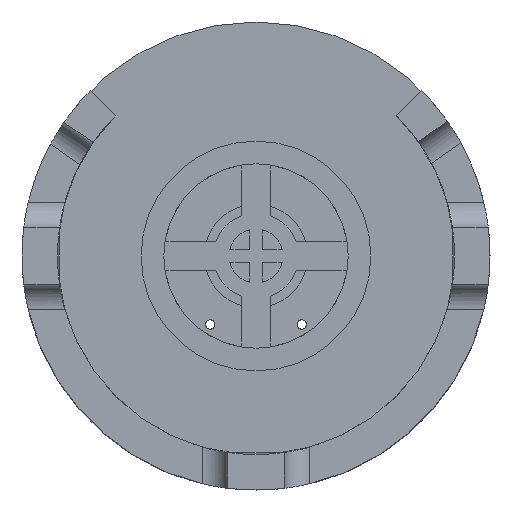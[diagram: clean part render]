
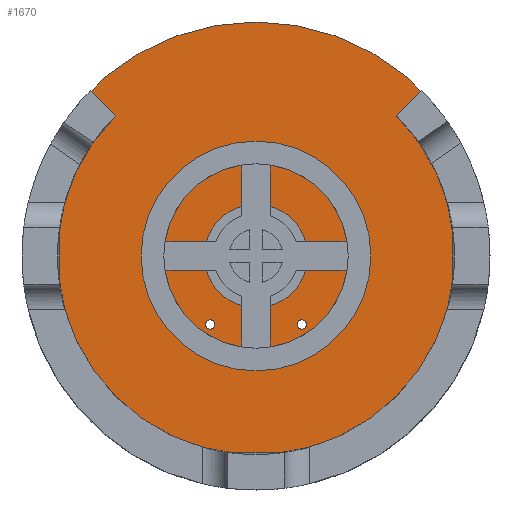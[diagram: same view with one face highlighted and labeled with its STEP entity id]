
A CAD part, front view. The second image highlights one B-rep face of the part: STEP entity #1670.
In plain terms, the highlighted planar face has unit normal (0, -1, 0).
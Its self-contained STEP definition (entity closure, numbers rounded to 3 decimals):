
#1497=CARTESIAN_POINT('',(0.,0.,0.));
#1498=DIRECTION('',(0.,1.,0.));
#1499=DIRECTION('',(1.,0.,0.));
#1500=AXIS2_PLACEMENT_3D('',#1497,#1498,#1499);
#1502=CARTESIAN_POINT('',(0.,0.,0.));
#1503=DIRECTION('',(0.,1.,0.));
#1504=DIRECTION('',(-1.,0.,0.));
#1505=AXIS2_PLACEMENT_3D('',#1502,#1503,#1504);
#1507=CARTESIAN_POINT('',(0.,0.,0.));
#1508=DIRECTION('',(0.,1.,0.));
#1509=DIRECTION('',(0.,0.,-1.));
#1510=AXIS2_PLACEMENT_3D('',#1507,#1508,#1509);
#1512=CARTESIAN_POINT('',(0.,0.,0.));
#1513=DIRECTION('',(0.,1.,0.));
#1514=DIRECTION('',(0.,0.,1.));
#1515=AXIS2_PLACEMENT_3D('',#1512,#1513,#1514);
#1517=CARTESIAN_POINT('',(16.15,0.,-24.15));
#1518=DIRECTION('',(0.,1.,0.));
#1519=DIRECTION('',(0.,0.,-1.));
#1520=AXIS2_PLACEMENT_3D('',#1517,#1518,#1519);
#1522=CARTESIAN_POINT('',(16.15,0.,-24.15));
#1523=DIRECTION('',(0.,1.,0.));
#1524=DIRECTION('',(0.,0.,1.));
#1525=AXIS2_PLACEMENT_3D('',#1522,#1523,#1524);
#1527=CARTESIAN_POINT('',(-16.15,0.,-24.15));
#1528=DIRECTION('',(0.,1.,0.));
#1529=DIRECTION('',(0.,0.,-1.));
#1530=AXIS2_PLACEMENT_3D('',#1527,#1528,#1529);
#1532=CARTESIAN_POINT('',(-16.15,0.,-24.15));
#1533=DIRECTION('',(0.,1.,0.));
#1534=DIRECTION('',(0.,0.,1.));
#1535=AXIS2_PLACEMENT_3D('',#1532,#1533,#1534);
#1609=CARTESIAN_POINT('',(82.5,0.,0.));
#1610=CARTESIAN_POINT('',(-82.5,0.,0.));
#1611=VERTEX_POINT('',#1609);
#1612=VERTEX_POINT('',#1610);
#1617=CARTESIAN_POINT('',(0.,0.,-15.));
#1618=CARTESIAN_POINT('',(0.,0.,15.));
#1619=VERTEX_POINT('',#1617);
#1620=VERTEX_POINT('',#1618);
#1625=CARTESIAN_POINT('',(16.15,0.,-25.815));
#1626=CARTESIAN_POINT('',(16.15,0.,-22.485));
#1627=VERTEX_POINT('',#1625);
#1628=VERTEX_POINT('',#1626);
#1629=CARTESIAN_POINT('',(-16.15,0.,-25.815));
#1630=CARTESIAN_POINT('',(-16.15,0.,-22.485));
#1631=VERTEX_POINT('',#1629);
#1632=VERTEX_POINT('',#1630);
#1641=CARTESIAN_POINT('',(0.,0.,0.));
#1642=DIRECTION('',(0.,1.,0.));
#1643=DIRECTION('',(1.,0.,0.));
#1644=AXIS2_PLACEMENT_3D('',#1641,#1642,#1643);
#1645=PLANE('',#1644);
#1647=ORIENTED_EDGE('',*,*,#1646,.T.);
#1649=ORIENTED_EDGE('',*,*,#1648,.T.);
#1650=EDGE_LOOP('',(#1647,#1649));
#1651=FACE_OUTER_BOUND('',#1650,.F.);
#1653=ORIENTED_EDGE('',*,*,#1652,.F.);
#1655=ORIENTED_EDGE('',*,*,#1654,.F.);
#1656=EDGE_LOOP('',(#1653,#1655));
#1657=FACE_BOUND('',#1656,.F.);
#1659=ORIENTED_EDGE('',*,*,#1658,.F.);
#1661=ORIENTED_EDGE('',*,*,#1660,.F.);
#1662=EDGE_LOOP('',(#1659,#1661));
#1663=FACE_BOUND('',#1662,.F.);
#1665=ORIENTED_EDGE('',*,*,#1664,.F.);
#1667=ORIENTED_EDGE('',*,*,#1666,.F.);
#1668=EDGE_LOOP('',(#1665,#1667));
#1669=FACE_BOUND('',#1668,.F.);
#1670=ADVANCED_FACE('',(#1651,#1657,#1663,#1669),#1645,.F.);
#1501=CIRCLE('',#1500,82.5);
#1506=CIRCLE('',#1505,82.5);
#1511=CIRCLE('',#1510,15.);
#1516=CIRCLE('',#1515,15.);
#1521=CIRCLE('',#1520,1.665);
#1526=CIRCLE('',#1525,1.665);
#1531=CIRCLE('',#1530,1.665);
#1536=CIRCLE('',#1535,1.665);
#1646=EDGE_CURVE('',#1611,#1612,#1501,.T.);
#1648=EDGE_CURVE('',#1612,#1611,#1506,.T.);
#1652=EDGE_CURVE('',#1619,#1620,#1511,.T.);
#1654=EDGE_CURVE('',#1620,#1619,#1516,.T.);
#1658=EDGE_CURVE('',#1627,#1628,#1521,.T.);
#1660=EDGE_CURVE('',#1628,#1627,#1526,.T.);
#1664=EDGE_CURVE('',#1631,#1632,#1531,.T.);
#1666=EDGE_CURVE('',#1632,#1631,#1536,.T.);
